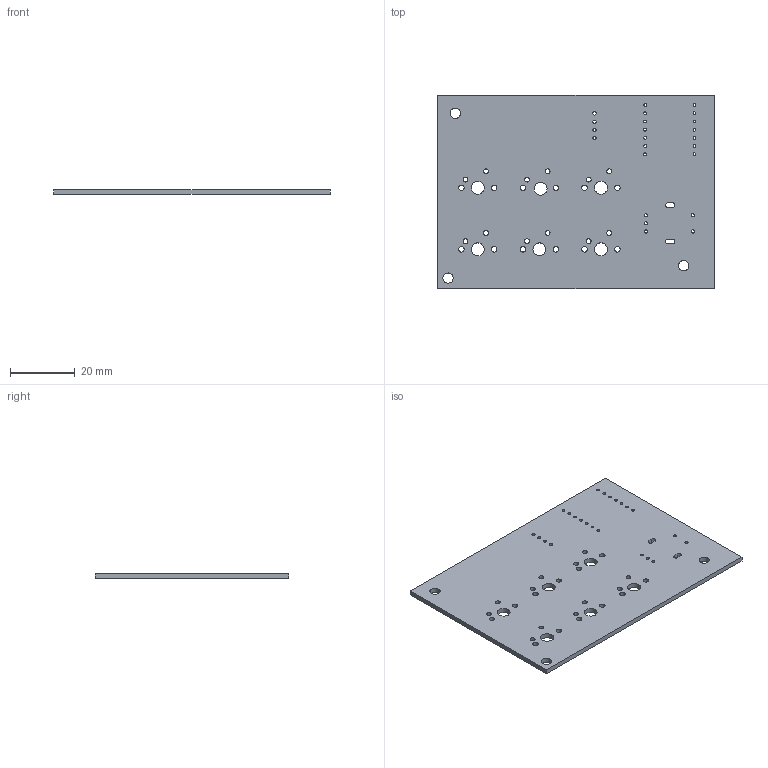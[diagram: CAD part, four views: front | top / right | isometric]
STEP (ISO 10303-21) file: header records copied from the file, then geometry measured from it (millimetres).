
FILE_DESCRIPTION(('KiCad electronic assembly'),'2;1');
FILE_NAME('HackPad.step','2026-01-16T03:10:41',('Pcbnew'),('Kicad'), 'Open CASCADE STEP processor 7.9','KiCad to STEP converter','Unknown' );
FILE_SCHEMA(('AUTOMOTIVE_DESIGN { 1 0 10303 214 1 1 1 1 }'));
Length unit declared in the file: millimetre
Products named in the file (2): HackPad 1; HackPad_PCB
Assembly tree (1 placements, depth 2):
  HackPad 1
    HackPad_PCB
Bounding box: 85.49 x 59.78 x 1.51 mm (x, y, z)
Volume: 7458.5 mm3; surface area: 10782.9 mm2
Topology: 1 solids, 1 shells, 70 faces, 204 edges, 136 vertices
Faces by surface type: cylinder 60, plane 10
Full cylindrical faces by diameter (mm): 0.889 x14, 1 x9, 1.5 x12, 1.7 x12, 3.2 x3, 4 x6
Entity records: 2657 total; most frequent: DIRECTION 468, CARTESIAN_POINT 412, ORIENTED_EDGE 408, EDGE_CURVE 204, AXIS2_PLACEMENT_3D 192, FACE_BOUND 186, EDGE_LOOP 186, VERTEX_POINT 136
